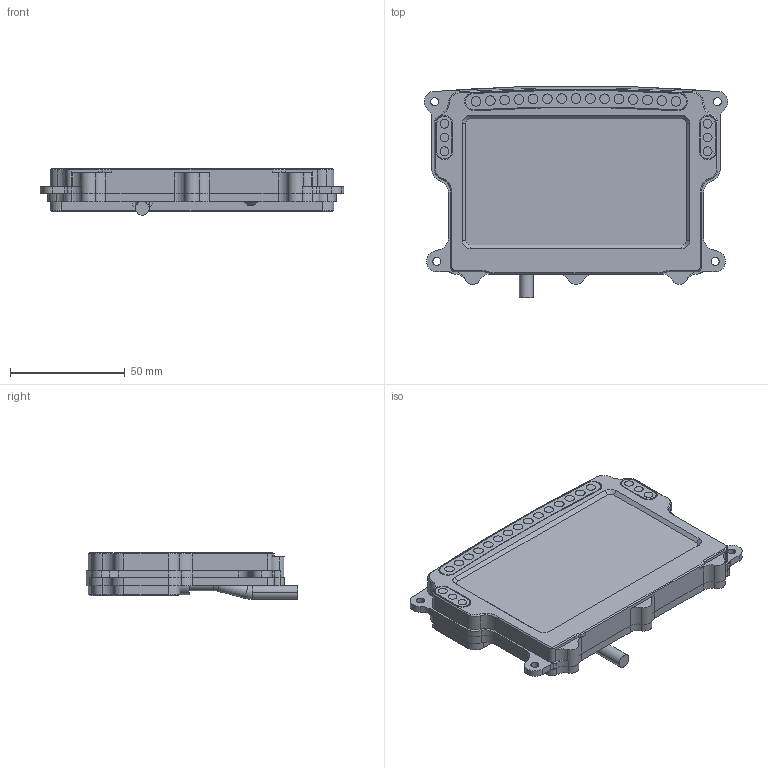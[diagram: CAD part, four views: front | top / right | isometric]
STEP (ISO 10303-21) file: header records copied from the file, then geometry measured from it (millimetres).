
FILE_DESCRIPTION (( 'STEP AP214' ), '1' );
FILE_NAME ('PCU-8D.STEP', '2020-12-16T16:07:36', ( '' ), ( '' ), 'SwSTEP 2.0', 'SolidWorks 2020', '' );
FILE_SCHEMA (( 'AUTOMOTIVE_DESIGN' ));
Length unit declared in the file: millimetre
Products named in the file (4): socket button head screw_iso_ISO 7380 - M3 x 6 - 6N; PCU-8D; McLaren PCU-8D; M3 x 20_ISO 10642 - M5 x 25 - 25N
Assembly tree (10 placements, depth 2):
  PCU-8D
    McLaren PCU-8D
    M3 x 20_ISO 10642 - M5 x 25 - 25N  x8
    socket button head screw_iso_ISO 7380 - M3 x 6 - 6N
Bounding box: 131.99 x 92.17 x 20.3 mm (x, y, z)
Volume: 118113.3 mm3; surface area: 55282.2 mm2
Topology: 38 solids, 38 shells, 819 faces, 1923 edges, 1194 vertices
Faces by surface type: cylinder 351, plane 309, cone 117, torus 40, sphere 2
Entity records: 20633 total; most frequent: DIRECTION 3605, CARTESIAN_POINT 3232, ORIENTED_EDGE 3054, EDGE_CURVE 1527, AXIS2_PLACEMENT_3D 1446, VERTEX_POINT 977, CIRCLE 796, EDGE_LOOP 732
